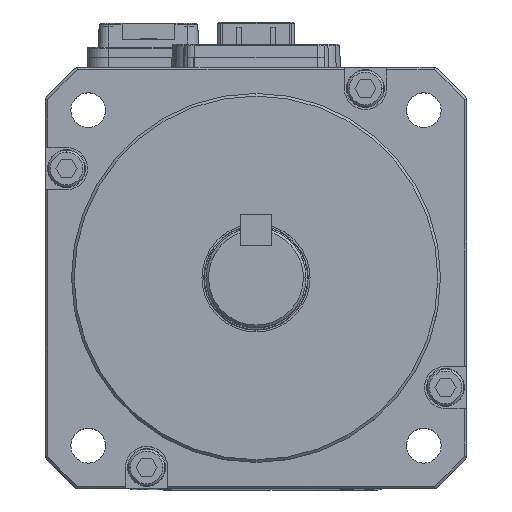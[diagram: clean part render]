
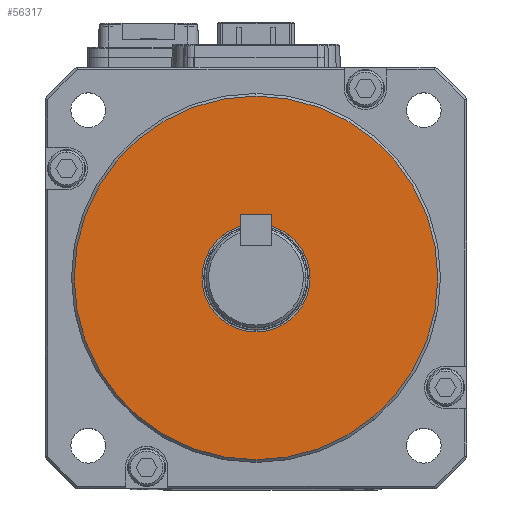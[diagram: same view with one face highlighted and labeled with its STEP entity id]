
A CAD part, top view. The second image highlights one B-rep face of the part: STEP entity #56317.
In plain terms, the highlighted planar face has unit normal (0, 0, 1).
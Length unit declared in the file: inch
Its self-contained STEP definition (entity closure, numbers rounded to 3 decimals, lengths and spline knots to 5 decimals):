
#1735 = VERTEX_POINT ( 'NONE', #55982 ) ;
#4622 = FACE_OUTER_BOUND ( 'NONE', #31458, .T. ) ;
#7168 = AXIS2_PLACEMENT_3D ( 'NONE', #36434, #36850, #22352 ) ;
#8103 = DIRECTION ( 'NONE',  ( 0., 1., 0. ) ) ;
#8978 = DIRECTION ( 'NONE',  ( 0., 1., 0. ) ) ;
#10443 = EDGE_CURVE ( 'NONE', #52800, #15170, #32358, .T. ) ;
#11448 = EDGE_CURVE ( 'NONE', #1735, #46470, #45026, .T. ) ;
#12225 = CARTESIAN_POINT ( 'NONE',  ( 0., -0.40354, 2.34252 ) ) ;
#15170 = VERTEX_POINT ( 'NONE', #53326 ) ;
#15263 = DIRECTION ( 'NONE',  ( 0., -1., 0. ) ) ;
#17410 = FACE_BOUND ( 'NONE', #47458, .T. ) ;
#21555 = ORIENTED_EDGE ( 'NONE', *, *, #53413, .F. ) ;
#21799 = EDGE_CURVE ( 'NONE', #15170, #52800, #47328, .T. ) ;
#22352 = DIRECTION ( 'NONE',  ( 0., 1., 0. ) ) ;
#25380 = CARTESIAN_POINT ( 'NONE',  ( 0., 0., 2.34252 ) ) ;
#26787 = ORIENTED_EDGE ( 'NONE', *, *, #11448, .F. ) ;
#29847 = ORIENTED_EDGE ( 'NONE', *, *, #21799, .T. ) ;
#30238 = CARTESIAN_POINT ( 'NONE',  ( 0., -1.35827, 2.34252 ) ) ;
#31458 = EDGE_LOOP ( 'NONE', ( #26787, #21555 ) ) ;
#32358 = CIRCLE ( 'NONE', #7168, 0.40354 ) ;
#32780 = DIRECTION ( 'NONE',  ( 0., 0., -1. ) ) ;
#36434 = CARTESIAN_POINT ( 'NONE',  ( 0., 0., 2.34252 ) ) ;
#36850 = DIRECTION ( 'NONE',  ( 0., 0., -1. ) ) ;
#36940 = DIRECTION ( 'NONE',  ( 0., 0., -1. ) ) ;
#37023 = AXIS2_PLACEMENT_3D ( 'NONE', #46411, #36940, #8103 ) ;
#37618 = CARTESIAN_POINT ( 'NONE',  ( 0., 0., 2.34252 ) ) ;
#38516 = DIRECTION ( 'NONE',  ( 0., 1., 0. ) ) ;
#39696 = DIRECTION ( 'NONE',  ( 0., 0., 1. ) ) ;
#44287 = PLANE ( 'NONE',  #51461 ) ;
#45026 = CIRCLE ( 'NONE', #37023, 1.35827 ) ;
#46411 = CARTESIAN_POINT ( 'NONE',  ( 0., 0., 2.34252 ) ) ;
#46470 = VERTEX_POINT ( 'NONE', #30238 ) ;
#47328 = CIRCLE ( 'NONE', #53652, 0.40354 ) ;
#47458 = EDGE_LOOP ( 'NONE', ( #29847, #52541 ) ) ;
#49258 = CIRCLE ( 'NONE', #60181, 1.35827 ) ;
#51461 = AXIS2_PLACEMENT_3D ( 'NONE', #25380, #39696, #15263 ) ;
#52541 = ORIENTED_EDGE ( 'NONE', *, *, #10443, .T. ) ;
#52800 = VERTEX_POINT ( 'NONE', #12225 ) ;
#53039 = DIRECTION ( 'NONE',  ( 0., 0., -1. ) ) ;
#53326 = CARTESIAN_POINT ( 'NONE',  ( 0., 0.40354, 2.34252 ) ) ;
#53413 = EDGE_CURVE ( 'NONE', #46470, #1735, #49258, .T. ) ;
#53652 = AXIS2_PLACEMENT_3D ( 'NONE', #53658, #53039, #38516 ) ;
#53658 = CARTESIAN_POINT ( 'NONE',  ( 0., 0., 2.34252 ) ) ;
#55982 = CARTESIAN_POINT ( 'NONE',  ( 0., 1.35827, 2.34252 ) ) ;
#56317 = ADVANCED_FACE ( 'NONE', ( #17410, #4622 ), #44287, .T. ) ;
#60181 = AXIS2_PLACEMENT_3D ( 'NONE', #37618, #32780, #8978 ) ;
